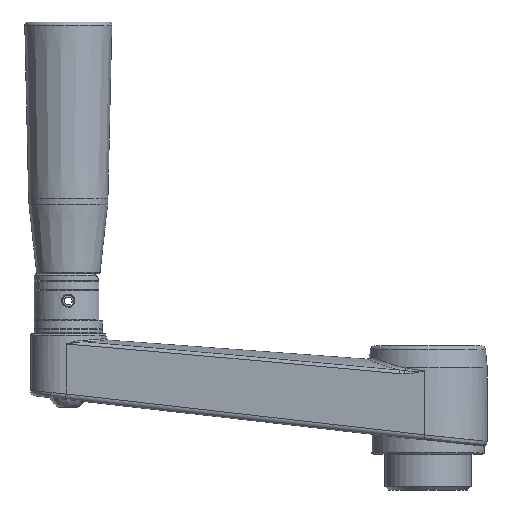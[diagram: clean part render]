
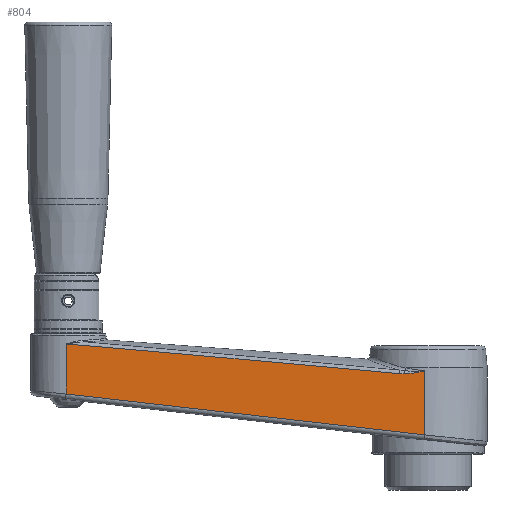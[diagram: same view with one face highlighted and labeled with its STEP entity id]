
A CAD part, left-side view. The second image highlights one B-rep face of the part: STEP entity #804.
In plain terms, the highlighted planar face has unit normal (-0.998, 0.06, 0).
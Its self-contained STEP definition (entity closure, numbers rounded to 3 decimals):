
#804 = ADVANCED_FACE( '', ( #1712 ), #1713, .T. );
#1712 = FACE_OUTER_BOUND( '', #6009, .T. );
#1713 = PLANE( '', #6010 );
#6009 = EDGE_LOOP( '', ( #8293, #8294, #8295, #8296, #8297, #8298 ) );
#6010 = AXIS2_PLACEMENT_3D( '', #8299, #8300, #8301 );
#8293 = ORIENTED_EDGE( '', *, *, #9394, .F. );
#8294 = ORIENTED_EDGE( '', *, *, #9041, .T. );
#8295 = ORIENTED_EDGE( '', *, *, #8716, .T. );
#8296 = ORIENTED_EDGE( '', *, *, #9259, .T. );
#8297 = ORIENTED_EDGE( '', *, *, #9018, .T. );
#8298 = ORIENTED_EDGE( '', *, *, #9418, .T. );
#8299 = CARTESIAN_POINT( '', ( -16.47, 0.99, 34. ) );
#8300 = DIRECTION( '', ( -0.998, 0.06, 0. ) );
#8301 = DIRECTION( '', ( -0.06, -0.998, 0. ) );
#8716 = EDGE_CURVE( '', #9707, #9705, #9708, .T. );
#9018 = EDGE_CURVE( '', #10205, #10206, #10207, .T. );
#9041 = EDGE_CURVE( '', #10241, #9707, #10242, .F. );
#9259 = EDGE_CURVE( '', #9705, #10205, #10549, .T. );
#9394 = EDGE_CURVE( '', #10241, #10685, #10722, .T. );
#9418 = EDGE_CURVE( '', #10206, #10685, #10749, .F. );
#9705 = VERTEX_POINT( '', #11197 );
#9707 = VERTEX_POINT( '', #11199 );
#9708 = B_SPLINE_CURVE_WITH_KNOTS( '', 3, ( #11200, #11201, #11202, #11203, #11204, #11205 ), .UNSPECIFIED., .F., .F., ( 4, 2, 4 ), ( 0., 0.001, 0.001 ), .UNSPECIFIED. );
#10205 = VERTEX_POINT( '', #12877 );
#10206 = VERTEX_POINT( '', #12878 );
#10207 = LINE( '', #12879, #12880 );
#10241 = VERTEX_POINT( '', #13080 );
#10242 = B_SPLINE_CURVE_WITH_KNOTS( '', 3, ( #13081, #13082, #13083, #13084, #13085, #13086, #13087, #13088, #13089, #13090, #13091, #13092, #13093, #13094, #13095, #13096, #13097, #13098, #13099, #13100, #13101, #13102, #13103, #13104, #13105, #13106 ), .UNSPECIFIED., .F., .F., ( 4, 2, 2, 2, 2, 1, 2, 2, 1, 1, 1, 1, 1, 2, 2, 4 ), ( 0., 0.001, 0.001, 0.002, 0.003, 0.004, 0.004, 0.004, 0.004, 0.005, 0.005, 0.005, 0.006, 0.006, 0.006, 0.006 ), .UNSPECIFIED. );
#10549 = ELLIPSE( '', #13918, 818.866, 49. );
#10685 = VERTEX_POINT( '', #14535 );
#10722 = LINE( '', #14604, #14605 );
#10749 = LINE( '', #14684, #14685 );
#11197 = CARTESIAN_POINT( '', ( -16.053, 7.935, 22.34 ) );
#11199 = CARTESIAN_POINT( '', ( -16.134, 6.578, 22.291 ) );
#11200 = CARTESIAN_POINT( '', ( -16.134, 6.578, 22.291 ) );
#11201 = CARTESIAN_POINT( '', ( -16.121, 6.804, 22.287 ) );
#11202 = CARTESIAN_POINT( '', ( -16.107, 7.031, 22.289 ) );
#11203 = CARTESIAN_POINT( '', ( -16.08, 7.483, 22.305 ) );
#11204 = CARTESIAN_POINT( '', ( -16.066, 7.709, 22.319 ) );
#11205 = CARTESIAN_POINT( '', ( -16.053, 7.935, 22.34 ) );
#12877 = CARTESIAN_POINT( '', ( -10.481, 100.63, 30.595 ) );
#12878 = CARTESIAN_POINT( '', ( -10.481, 100.63, 16.686 ) );
#12879 = CARTESIAN_POINT( '', ( -10.481, 100.63, 34. ) );
#12880 = VECTOR( '', #15377, 1000. );
#13080 = CARTESIAN_POINT( '', ( -16.47, 0.99, 23.128 ) );
#13081 = CARTESIAN_POINT( '', ( -16.134, 6.578, 22.291 ) );
#13082 = CARTESIAN_POINT( '', ( -16.149, 6.341, 22.293 ) );
#13083 = CARTESIAN_POINT( '', ( -16.163, 6.105, 22.301 ) );
#13084 = CARTESIAN_POINT( '', ( -16.191, 5.634, 22.326 ) );
#13085 = CARTESIAN_POINT( '', ( -16.205, 5.399, 22.343 ) );
#13086 = CARTESIAN_POINT( '', ( -16.233, 4.93, 22.387 ) );
#13087 = CARTESIAN_POINT( '', ( -16.248, 4.695, 22.413 ) );
#13088 = CARTESIAN_POINT( '', ( -16.276, 4.228, 22.472 ) );
#13089 = CARTESIAN_POINT( '', ( -16.29, 3.995, 22.506 ) );
#13090 = CARTESIAN_POINT( '', ( -16.318, 3.53, 22.58 ) );
#13091 = CARTESIAN_POINT( '', ( -16.339, 3.181, 22.641 ) );
#13092 = CARTESIAN_POINT( '', ( -16.359, 2.833, 22.708 ) );
#13093 = CARTESIAN_POINT( '', ( -16.37, 2.66, 22.743 ) );
#13094 = CARTESIAN_POINT( '', ( -16.373, 2.602, 22.755 ) );
#13095 = CARTESIAN_POINT( '', ( -16.38, 2.486, 22.779 ) );
#13096 = CARTESIAN_POINT( '', ( -16.398, 2.197, 22.84 ) );
#13097 = CARTESIAN_POINT( '', ( -16.422, 1.793, 22.931 ) );
#13098 = CARTESIAN_POINT( '', ( -16.446, 1.391, 23.027 ) );
#13099 = CARTESIAN_POINT( '', ( -16.458, 1.19, 23.077 ) );
#13100 = CARTESIAN_POINT( '', ( -16.464, 1.09, 23.102 ) );
#13101 = CARTESIAN_POINT( '', ( -16.467, 1.047, 23.113 ) );
#13102 = CARTESIAN_POINT( '', ( -16.468, 1.026, 23.118 ) );
#13103 = CARTESIAN_POINT( '', ( -16.469, 1.019, 23.12 ) );
#13104 = CARTESIAN_POINT( '', ( -16.469, 1.004, 23.124 ) );
#13105 = CARTESIAN_POINT( '', ( -16.47, 0.997, 23.126 ) );
#13106 = CARTESIAN_POINT( '', ( -16.47, 0.99, 23.128 ) );
#13918 = AXIS2_PLACEMENT_3D( '', #15648, #15649, #15650 );
#14535 = CARTESIAN_POINT( '', ( -16.47, 0.99, 5.333 ) );
#14604 = CARTESIAN_POINT( '', ( -16.47, 0.99, 34. ) );
#14605 = VECTOR( '', #15780, 1000. );
#14684 = CARTESIAN_POINT( '', ( -16.48, 0.822, 5.314 ) );
#14685 = VECTOR( '', #15792, 1000. );
#15377 = DIRECTION( '', ( 0., 0., -1. ) );
#15648 = CARTESIAN_POINT( '', ( -0.998, 258.393, -6.023 ) );
#15649 = DIRECTION( '', ( -0.998, 0.06, 0. ) );
#15650 = DIRECTION( '', ( 0.06, 0.996, 0.073 ) );
#15780 = DIRECTION( '', ( 0., 0., -1. ) );
#15792 = DIRECTION( '', ( 0.06, 0.992, 0.113 ) );
